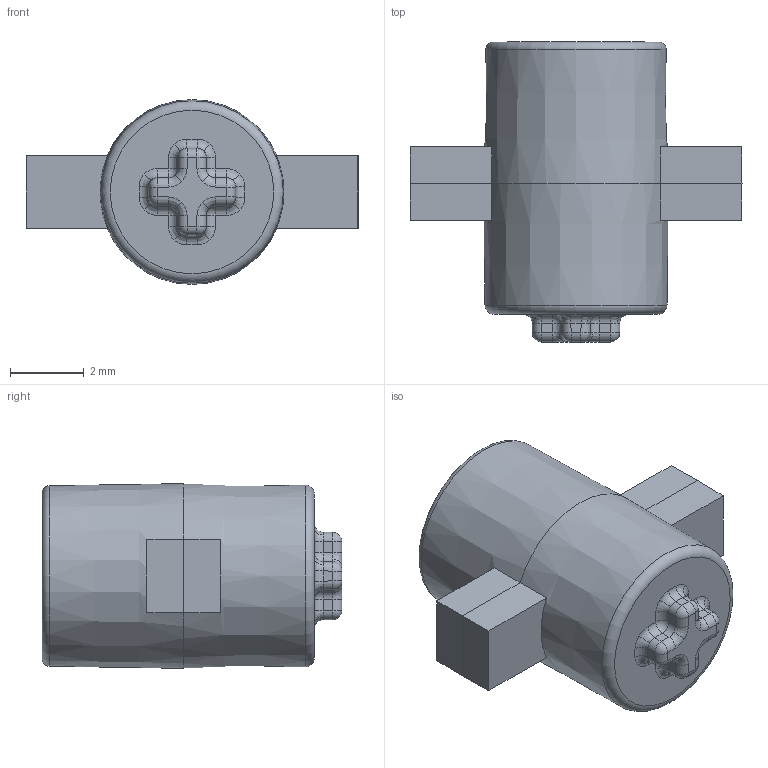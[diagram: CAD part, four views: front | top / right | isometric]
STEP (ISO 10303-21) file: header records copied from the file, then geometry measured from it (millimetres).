
FILE_DESCRIPTION(/* description */ (''),/* implementation_level */ '2;1');
FILE_NAME(/* name */ 'Power Button.step',/* time_stamp */ '2024-02-13T22:05:23+09:00',/* author */ (''),/* organization */ (''),/* preprocessor_version */ 'ST-DEVELOPER v20',/* originating_system */ 'Autodesk Translation Framework v12.20.1.177',/* authorisation */ '');
FILE_SCHEMA (('AUTOMOTIVE_DESIGN { 1 0 10303 214 3 1 1 }'));
Length unit declared in the file: millimetre
Products named in the file (1): Power-Volume Button-On_Off
Bounding box: 9.02 x 8.15 x 5.02 mm (x, y, z)
Volume: 159.3 mm3; surface area: 190.9 mm2
Topology: 1 solids, 1 shells, 117 faces, 289 edges, 162 vertices
Faces by surface type: plane 36, cylinder 36, bspline 24, sphere 15, cone 4, torus 2
Entity records: 3570 total; most frequent: CARTESIAN_POINT 820, DIRECTION 624, ORIENTED_EDGE 552, EDGE_CURVE 276, AXIS2_PLACEMENT_3D 254, VERTEX_POINT 162, EDGE_LOOP 118, FACE_OUTER_BOUND 117
